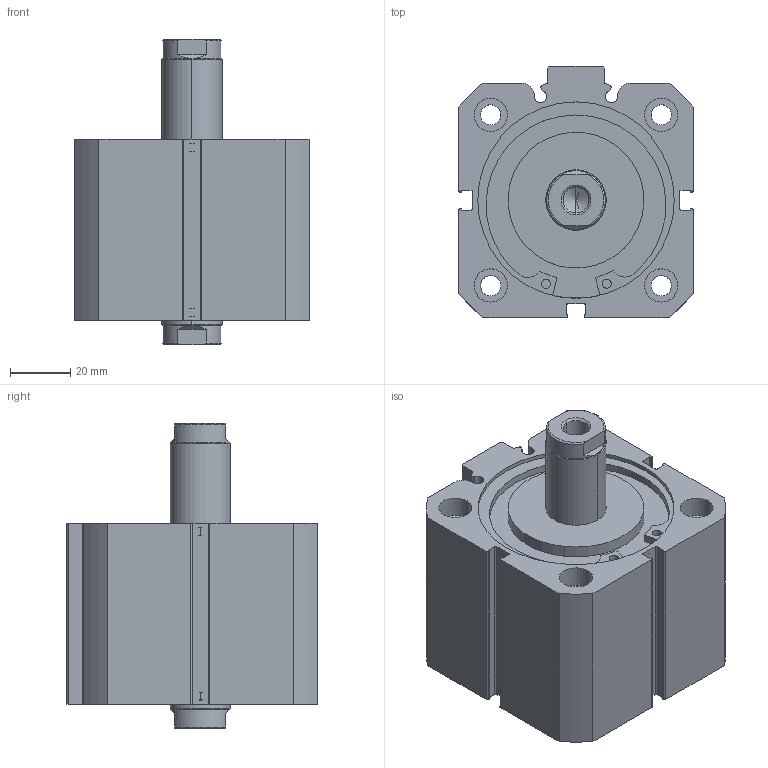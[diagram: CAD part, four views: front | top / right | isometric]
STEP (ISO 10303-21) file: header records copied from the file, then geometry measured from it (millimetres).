
FILE_DESCRIPTION (( 'STEP AP214' ), '1' );
FILE_NAME ('KSD-63-25-CYLINDER.STEP', '2013-07-24T08:15:35', ( '' ), ( '' ), 'SwSTEP 2.0', 'SolidWorks 2010', '' );
FILE_SCHEMA (( 'AUTOMOTIVE_DESIGN' ));
Length unit declared in the file: millimetre
Products named in the file (5): KSD 63  BORU_MANYETÝKLÝ  BORU; KSD  63 M尳 ; Circlip for Bores normal_din1_Circlip DIN 472 - 65 x 2.5; KSD 63  ﾖN  KAPAK_MANYETﾝKLﾝ  ﾝﾇﾝN; KSD-63-25-CYLINDER
Assembly tree (6 placements, depth 2):
  KSD-63-25-CYLINDER
    KSD 63  ﾖN  KAPAK_MANYETﾝKLﾝ  ﾝﾇﾝN  x2
    KSD 63  BORU_MANYETÝKLÝ  BORU
    KSD  63 M尳 
    Circlip for Bores normal_din1_Circlip DIN 472 - 65 x 2.5  x2
Bounding box: 77.5 x 83 x 101 mm (x, y, z)
Volume: 264458 mm3; surface area: 84787.5 mm2
Topology: 6 solids, 6 shells, 257 faces, 647 edges, 420 vertices
Faces by surface type: cylinder 143, plane 90, cone 20, torus 4
Entity records: 7164 total; most frequent: CARTESIAN_POINT 1295, DIRECTION 1230, ORIENTED_EDGE 1100, EDGE_CURVE 550, AXIS2_PLACEMENT_3D 475, VERTEX_POINT 358, VECTOR 280, LINE 280
